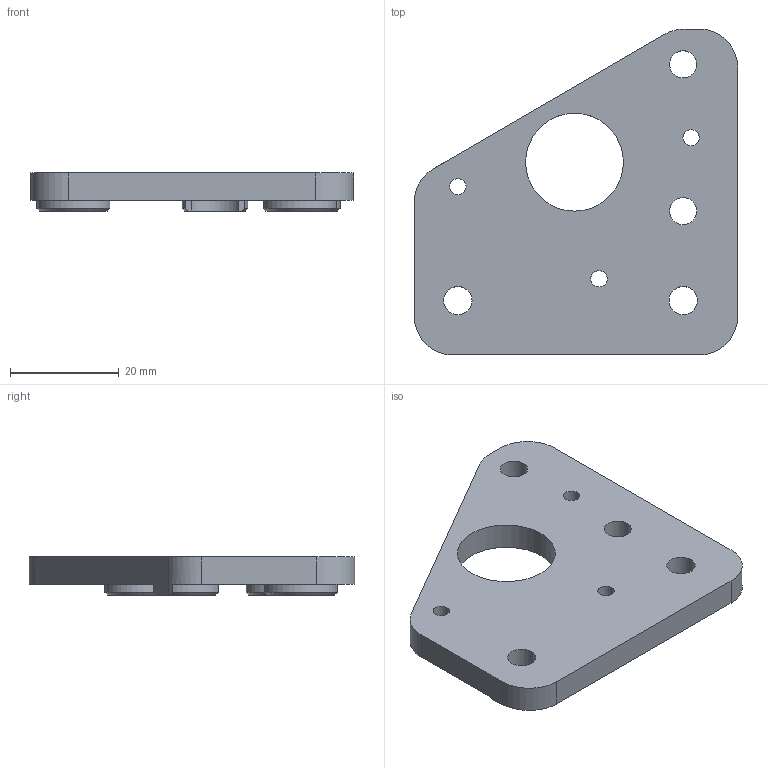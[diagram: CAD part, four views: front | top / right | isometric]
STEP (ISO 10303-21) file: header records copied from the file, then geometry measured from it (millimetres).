
FILE_DESCRIPTION(/* description */ ('STEP AP242','CAx-IF Rec.Pracs.---Representation and Presentation of Product Manufacturing Information (PMI)---4.0---2014-10-13','CAx-IF Rec.Pracs.---3D Tessellated Geometry---0.4---2014-09-14','2;1'),/* implementation_level */ '2;1');
FILE_NAME(/* name */ 'Motor Mounts - Right Motor Mount Top',/* time_stamp */ '2025-04-20T16:36:48Z',/* author */ (''),/* organization */ (''),/* preprocessor_version */ 'ST-DEVELOPER v20',/* originating_system */ 'ONSHAPE BY PTC INC, 1.196',/* authorisation */ ' ');
FILE_SCHEMA (('AP242_MANAGED_MODEL_BASED_3D_ENGINEERING_MIM_LF { 1 0 10303 442 1 1 4 }'));
Length unit declared in the file: metre
Products named in the file (1): Right Motor Mount Top
Bounding box: 59.45 x 59.95 x 7 mm (x, y, z)
Volume: 12843.3 mm3; surface area: 7415.4 mm2
Topology: 1 solids, 1 shells, 57 faces, 147 edges, 98 vertices
Faces by surface type: cylinder 26, plane 24, cone 7
Full cylindrical faces by diameter (mm): 3 x3, 5 x2, 5.2 x2, 10.1 x1, 12.1 x1, 18 x1
Entity records: 1763 total; most frequent: CARTESIAN_POINT 329, DIRECTION 297, ORIENTED_EDGE 270, EDGE_CURVE 135, AXIS2_PLACEMENT_3D 117, VERTEX_POINT 97, EDGE_LOOP 90, FACE_BOUND 90
